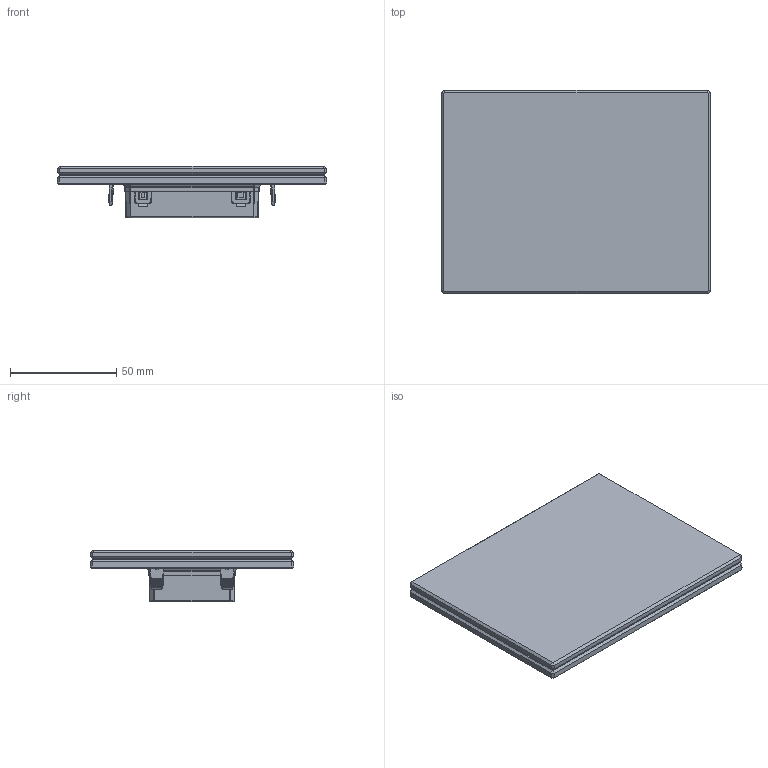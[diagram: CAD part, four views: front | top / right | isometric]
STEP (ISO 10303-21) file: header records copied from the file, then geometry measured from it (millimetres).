
FILE_DESCRIPTION(('CATIA V5 STEP Exchange','CAx-IF Rec.Pracs.--- Model Styling and Organization---1.4--- 2014-01-23'),'2;1');
FILE_NAME('AG05912_A-ASS-1.stp','2020-01-20T12:16:08+00:00',('none'),('none'),'CATIA Version 5-6 Release 2017 SP3','CATIA V5 STEP AP214','none');
FILE_SCHEMA(('AUTOMOTIVE_DESIGN { 1 0 10303 214 1 1 1 1 }'));
Products named in the file (8): AG05912_A ; ED05093_A; EG01703_A; EB01606_A; ED04956_A; HF00088_A; AG05912_A; AG05912_A_1
Assembly tree (7 placements, depth 2):
  AG05912_A 
    ED05093_A
    EG01703_A
    EB01606_A
    ED04956_A
    HF00088_A
    AG05912_A
    AG05912_A_1
Bounding box: 127 x 96 x 24.47 mm (x, y, z)
Volume: 86096.3 mm3; surface area: 106905.1 mm2
Topology: 11 solids, 131 shells, 5203 faces, 13974 edges, 9048 vertices
Faces by surface type: plane 4032, cylinder 918, cone 108, bspline 54, torus 48, sphere 43
Entity records: 170042 total; most frequent: CARTESIAN_POINT 39231, ORIENTED_EDGE 27856, DIRECTION 22215, EDGE_CURVE 13928, VECTOR 11089, LINE 11089, VERTEX_POINT 9046, AXIS2_PLACEMENT_3D 6299
